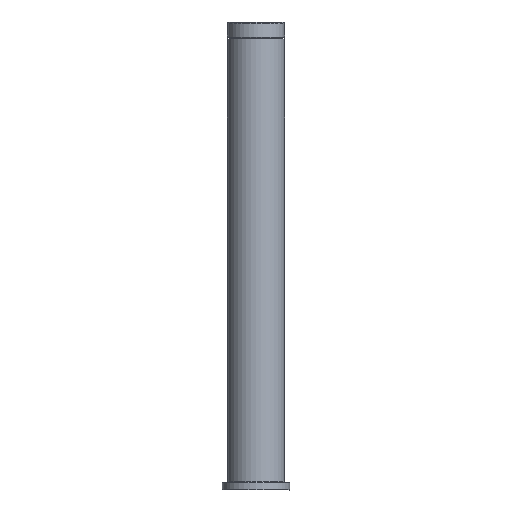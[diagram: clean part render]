
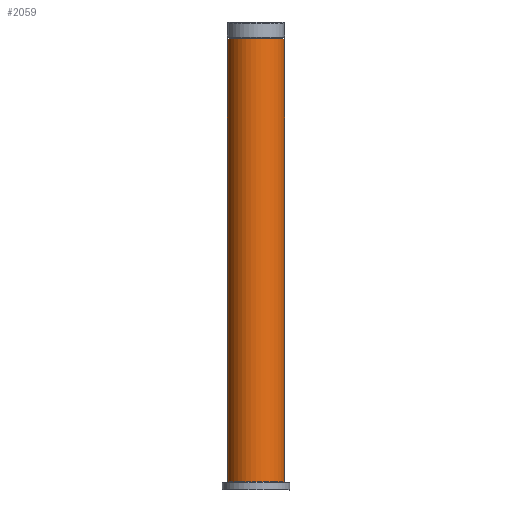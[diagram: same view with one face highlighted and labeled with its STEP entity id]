
A CAD part, left-side view. The second image highlights one B-rep face of the part: STEP entity #2059.
In plain terms, the highlighted cylindrical face has radius 19 mm (diameter 38 mm), a full revolution.
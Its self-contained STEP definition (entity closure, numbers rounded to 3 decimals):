
#125=CYLINDRICAL_SURFACE('',#2354,19.);
#292=FACE_OUTER_BOUND('',#428,.T.);
#428=EDGE_LOOP('',(#1722,#1723,#1724,#1725,#1726));
#554=LINE('',#7137,#695);
#695=VECTOR('',#2855,19.);
#842=CIRCLE('',#2353,19.);
#843=CIRCLE('',#2355,19.);
#844=CIRCLE('',#2356,19.);
#999=VERTEX_POINT('',#7131);
#1000=VERTEX_POINT('',#7134);
#1001=VERTEX_POINT('',#7135);
#1248=EDGE_CURVE('',#999,#999,#842,.T.);
#1249=EDGE_CURVE('',#1000,#1001,#843,.T.);
#1250=EDGE_CURVE('',#1001,#999,#554,.T.);
#1251=EDGE_CURVE('',#1001,#1000,#844,.T.);
#1722=ORIENTED_EDGE('',*,*,#1249,.T.);
#1723=ORIENTED_EDGE('',*,*,#1250,.T.);
#1724=ORIENTED_EDGE('',*,*,#1248,.F.);
#1725=ORIENTED_EDGE('',*,*,#1250,.F.);
#1726=ORIENTED_EDGE('',*,*,#1251,.T.);
#2059=ADVANCED_FACE('',(#292),#125,.T.);
#2353=AXIS2_PLACEMENT_3D('',#7132,#2849,#2850);
#2354=AXIS2_PLACEMENT_3D('',#7133,#2851,#2852);
#2355=AXIS2_PLACEMENT_3D('',#7136,#2853,#2854);
#2356=AXIS2_PLACEMENT_3D('',#7138,#2856,#2857);
#2849=DIRECTION('center_axis',(0.,0.,
1.));
#2850=DIRECTION('ref_axis',(1.,0.,0.));
#2851=DIRECTION('center_axis',(0.,0.,
-1.));
#2852=DIRECTION('ref_axis',(-1.,0.,0.));
#2853=DIRECTION('center_axis',(0.,0.,
1.));
#2854=DIRECTION('ref_axis',(1.,0.,0.));
#2855=DIRECTION('',(0.,0.,1.));
#2856=DIRECTION('center_axis',(0.,0.,
1.));
#2857=DIRECTION('ref_axis',(1.,0.,0.));
#7131=CARTESIAN_POINT('',(19.,1.519,298.96));
#7132=CARTESIAN_POINT('Origin',(0.,1.519,298.96));
#7133=CARTESIAN_POINT('Origin',(0.,1.519,313.71));
#7134=CARTESIAN_POINT('',(-18.999,1.667,4.46));
#7135=CARTESIAN_POINT('',(19.,1.519,4.46));
#7136=CARTESIAN_POINT('Origin',(0.,1.519,4.46));
#7137=CARTESIAN_POINT('',(19.,1.519,313.71));
#7138=CARTESIAN_POINT('Origin',(0.,1.519,4.46));
